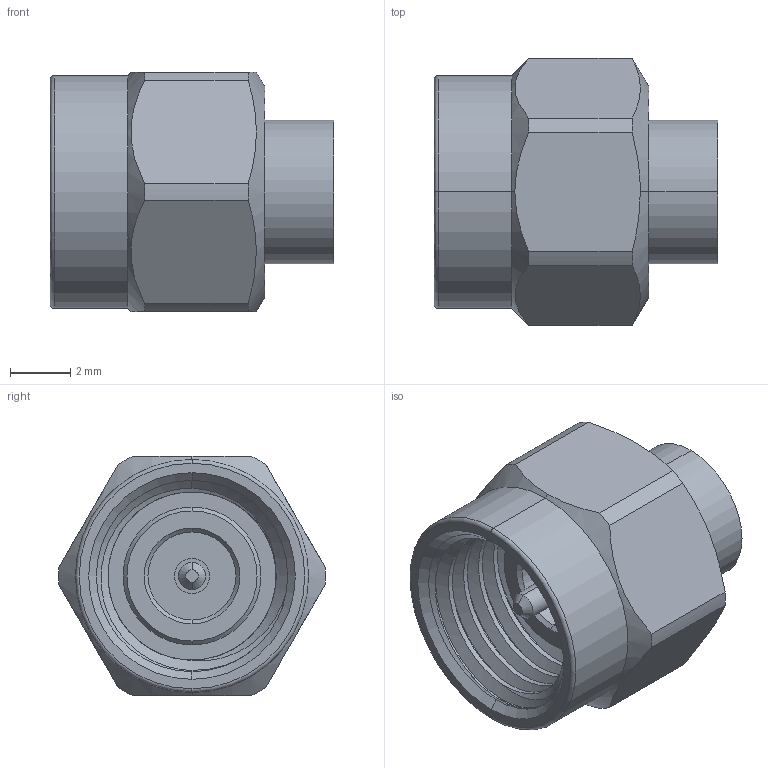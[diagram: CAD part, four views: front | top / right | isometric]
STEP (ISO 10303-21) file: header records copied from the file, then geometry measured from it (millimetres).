
FILE_DESCRIPTION (( 'STEP AP203' ), '1' );
FILE_NAME ('FMCN1919_3D.STEP', '2022-06-07T14:40:52', ( '' ), ( '' ), 'SwSTEP 2.0', 'SolidWorks 2021', '' );
FILE_SCHEMA (( 'CONFIG_CONTROL_DESIGN' ));
Length unit declared in the file: inch
Products named in the file (1): FMCN1919_3D
Bounding box: 9.4 x 8.87 x 7.94 mm (x, y, z)
Volume: 262.4 mm3; surface area: 526.7 mm2
Topology: 1 solids, 1 shells, 72 faces, 173 edges, 110 vertices
Faces by surface type: cylinder 34, plane 15, cone 14, bspline 7, torus 2
Entity records: 4177 total; most frequent: CARTESIAN_POINT 2532, ORIENTED_EDGE 346, DIRECTION 309, EDGE_CURVE 173, AXIS2_PLACEMENT_3D 128, VERTEX_POINT 110, EDGE_LOOP 79, ADVANCED_FACE 72
